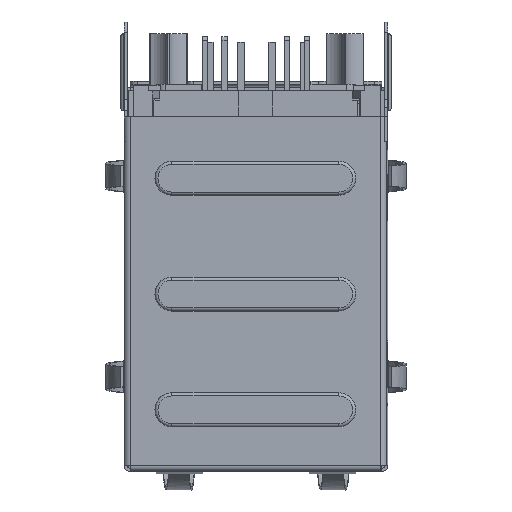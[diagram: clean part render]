
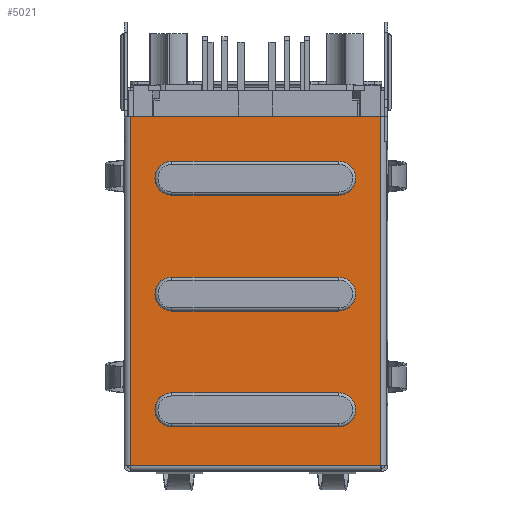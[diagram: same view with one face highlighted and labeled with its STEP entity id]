
A CAD part, left-side view. The second image highlights one B-rep face of the part: STEP entity #5021.
In plain terms, the highlighted face is planar.
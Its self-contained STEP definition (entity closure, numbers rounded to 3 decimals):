
#5021 = ADVANCED_FACE( '', ( #10450, #10451, #10452, #10453 ), #10454, .F. );
#10450 = FACE_BOUND( '', #16243, .T. );
#10451 = FACE_OUTER_BOUND( '', #16244, .T. );
#10452 = FACE_BOUND( '', #16245, .T. );
#10453 = FACE_BOUND( '', #16246, .T. );
#10454 = PLANE( '', #16247 );
#16243 = EDGE_LOOP( '', ( #31858, #31859, #31860, #31861 ) );
#16244 = EDGE_LOOP( '', ( #31862, #31863, #31864, #31865 ) );
#16245 = EDGE_LOOP( '', ( #31866, #31867, #31868, #31869 ) );
#16246 = EDGE_LOOP( '', ( #31870, #31871, #31872, #31873 ) );
#16247 = AXIS2_PLACEMENT_3D( '', #31874, #31875, #31876 );
#31858 = ORIENTED_EDGE( '', *, *, #41094, .F. );
#31859 = ORIENTED_EDGE( '', *, *, #42001, .F. );
#31860 = ORIENTED_EDGE( '', *, *, #36610, .F. );
#31861 = ORIENTED_EDGE( '', *, *, #42002, .F. );
#31862 = ORIENTED_EDGE( '', *, *, #42003, .T. );
#31863 = ORIENTED_EDGE( '', *, *, #42004, .T. );
#31864 = ORIENTED_EDGE( '', *, *, #39008, .F. );
#31865 = ORIENTED_EDGE( '', *, *, #41771, .T. );
#31866 = ORIENTED_EDGE( '', *, *, #42005, .F. );
#31867 = ORIENTED_EDGE( '', *, *, #42006, .F. );
#31868 = ORIENTED_EDGE( '', *, *, #35877, .F. );
#31869 = ORIENTED_EDGE( '', *, *, #38587, .F. );
#31870 = ORIENTED_EDGE( '', *, *, #41921, .F. );
#31871 = ORIENTED_EDGE( '', *, *, #40221, .F. );
#31872 = ORIENTED_EDGE( '', *, *, #38543, .F. );
#31873 = ORIENTED_EDGE( '', *, *, #41808, .F. );
#31874 = CARTESIAN_POINT( '', ( 0., 0., 0. ) );
#31875 = DIRECTION( '', ( 0., 0., -1. ) );
#31876 = DIRECTION( '', ( -1., 0., 0. ) );
#35877 = EDGE_CURVE( '', #43307, #43309, #43310, .F. );
#36610 = EDGE_CURVE( '', #44605, #44607, #44608, .F. );
#38543 = EDGE_CURVE( '', #47788, #47790, #47791, .F. );
#38587 = EDGE_CURVE( '', #47853, #43307, #47856, .T. );
#39008 = EDGE_CURVE( '', #48511, #48513, #48514, .T. );
#40221 = EDGE_CURVE( '', #47790, #50255, #50256, .T. );
#41094 = EDGE_CURVE( '', #51407, #51405, #51409, .F. );
#41771 = EDGE_CURVE( '', #48511, #43743, #52219, .T. );
#41808 = EDGE_CURVE( '', #52261, #47788, #52263, .T. );
#41921 = EDGE_CURVE( '', #50255, #52261, #52390, .F. );
#42001 = EDGE_CURVE( '', #44607, #51407, #52478, .T. );
#42002 = EDGE_CURVE( '', #51405, #44605, #52479, .T. );
#42003 = EDGE_CURVE( '', #43743, #46342, #52480, .T. );
#42004 = EDGE_CURVE( '', #46342, #48513, #52481, .T. );
#42005 = EDGE_CURVE( '', #52482, #47853, #52483, .F. );
#42006 = EDGE_CURVE( '', #43309, #52482, #52484, .T. );
#43307 = VERTEX_POINT( '', #54090 );
#43309 = VERTEX_POINT( '', #54092 );
#43310 = CIRCLE( '', #54093, 1.1 );
#43743 = VERTEX_POINT( '', #54758 );
#44605 = VERTEX_POINT( '', #55972 );
#44607 = VERTEX_POINT( '', #55974 );
#44608 = CIRCLE( '', #55975, 1.1 );
#46342 = VERTEX_POINT( '', #58524 );
#47788 = VERTEX_POINT( '', #60576 );
#47790 = VERTEX_POINT( '', #60578 );
#47791 = CIRCLE( '', #60579, 1.1 );
#47853 = VERTEX_POINT( '', #60668 );
#47856 = LINE( '', #60671, #60672 );
#48511 = VERTEX_POINT( '', #61638 );
#48513 = VERTEX_POINT( '', #61640 );
#48514 = LINE( '', #61641, #61642 );
#50255 = VERTEX_POINT( '', #64227 );
#50256 = LINE( '', #64228, #64229 );
#51405 = VERTEX_POINT( '', #65930 );
#51407 = VERTEX_POINT( '', #65932 );
#51409 = CIRCLE( '', #65934, 1.1 );
#52219 = LINE( '', #67136, #67137 );
#52261 = VERTEX_POINT( '', #67192 );
#52263 = LINE( '', #67194, #67195 );
#52390 = CIRCLE( '', #67382, 1.1 );
#52478 = LINE( '', #67496, #67497 );
#52479 = LINE( '', #67498, #67499 );
#52480 = LINE( '', #67500, #67501 );
#52481 = LINE( '', #67502, #67503 );
#52482 = VERTEX_POINT( '', #67504 );
#52483 = CIRCLE( '', #67505, 1.1 );
#52484 = LINE( '', #67506, #67507 );
#54090 = CARTESIAN_POINT( '', ( 6.4, -5.4, 0. ) );
#54092 = CARTESIAN_POINT( '', ( 8.6, -5.4, 0. ) );
#54093 = AXIS2_PLACEMENT_3D( '', #68714, #68715, #68716 );
#54758 = CARTESIAN_POINT( '', ( 11.1, -8.1, 0. ) );
#55972 = CARTESIAN_POINT( '', ( -1.1, -5.4, 0. ) );
#55974 = CARTESIAN_POINT( '', ( 1.1, -5.4, 0. ) );
#55975 = AXIS2_PLACEMENT_3D( '', #69520, #69521, #69522 );
#58524 = CARTESIAN_POINT( '', ( 11.1, 8.1, 0. ) );
#60576 = CARTESIAN_POINT( '', ( -8.6, -5.4, 0. ) );
#60578 = CARTESIAN_POINT( '', ( -6.4, -5.4, 0. ) );
#60579 = AXIS2_PLACEMENT_3D( '', #71611, #71612, #71613 );
#60668 = CARTESIAN_POINT( '', ( 6.4, 5.4, 0. ) );
#60671 = CARTESIAN_POINT( '', ( 6.4, 0., 0. ) );
#60672 = VECTOR( '', #71665, 1000. );
#61638 = CARTESIAN_POINT( '', ( -11.5, -8.1, 0. ) );
#61640 = CARTESIAN_POINT( '', ( -11.5, 8.1, 0. ) );
#61641 = CARTESIAN_POINT( '', ( -11.5, -8.5, 0. ) );
#61642 = VECTOR( '', #72079, 1000. );
#64227 = CARTESIAN_POINT( '', ( -6.4, 5.4, 0. ) );
#64228 = CARTESIAN_POINT( '', ( -6.4, 0., 0. ) );
#64229 = VECTOR( '', #73259, 1000. );
#65930 = CARTESIAN_POINT( '', ( -1.1, 5.4, 0. ) );
#65932 = CARTESIAN_POINT( '', ( 1.1, 5.4, 0. ) );
#65934 = AXIS2_PLACEMENT_3D( '', #74082, #74083, #74084 );
#67136 = CARTESIAN_POINT( '', ( -11.5, -8.1, 0. ) );
#67137 = VECTOR( '', #74632, 1000. );
#67192 = CARTESIAN_POINT( '', ( -8.6, 5.4, 0. ) );
#67194 = CARTESIAN_POINT( '', ( -8.6, 0., 0. ) );
#67195 = VECTOR( '', #74664, 1000. );
#67382 = AXIS2_PLACEMENT_3D( '', #74746, #74747, #74748 );
#67496 = CARTESIAN_POINT( '', ( 1.1, 0., 0. ) );
#67497 = VECTOR( '', #74811, 1000. );
#67498 = CARTESIAN_POINT( '', ( -1.1, 0., 0. ) );
#67499 = VECTOR( '', #74812, 1000. );
#67500 = CARTESIAN_POINT( '', ( 11.1, -8.5, 0. ) );
#67501 = VECTOR( '', #74813, 1000. );
#67502 = CARTESIAN_POINT( '', ( 11.1, 8.1, 0. ) );
#67503 = VECTOR( '', #74814, 1000. );
#67504 = CARTESIAN_POINT( '', ( 8.6, 5.4, 0. ) );
#67505 = AXIS2_PLACEMENT_3D( '', #74815, #74816, #74817 );
#67506 = CARTESIAN_POINT( '', ( 8.6, 0., 0. ) );
#67507 = VECTOR( '', #74818, 1000. );
#68714 = CARTESIAN_POINT( '', ( 7.5, -5.4, 0. ) );
#68715 = DIRECTION( '', ( 0., 0., -1. ) );
#68716 = DIRECTION( '', ( -1., 0., 0. ) );
#69520 = CARTESIAN_POINT( '', ( 0., -5.4, 0. ) );
#69521 = DIRECTION( '', ( 0., 0., -1. ) );
#69522 = DIRECTION( '', ( -1., 0., 0. ) );
#71611 = CARTESIAN_POINT( '', ( -7.5, -5.4, 0. ) );
#71612 = DIRECTION( '', ( 0., 0., -1. ) );
#71613 = DIRECTION( '', ( -1., 0., 0. ) );
#71665 = DIRECTION( '', ( 0., -1., 0. ) );
#72079 = DIRECTION( '', ( 0., 1., 0. ) );
#73259 = DIRECTION( '', ( 0., 1., 0. ) );
#74082 = CARTESIAN_POINT( '', ( 0., 5.4, 0. ) );
#74083 = DIRECTION( '', ( 0., 0., -1. ) );
#74084 = DIRECTION( '', ( -1., 0., 0. ) );
#74632 = DIRECTION( '', ( 1., 0., 0. ) );
#74664 = DIRECTION( '', ( 0., -1., 0. ) );
#74746 = CARTESIAN_POINT( '', ( -7.5, 5.4, 0. ) );
#74747 = DIRECTION( '', ( 0., 0., -1. ) );
#74748 = DIRECTION( '', ( -1., 0., 0. ) );
#74811 = DIRECTION( '', ( 0., 1., 0. ) );
#74812 = DIRECTION( '', ( 0., -1., 0. ) );
#74813 = DIRECTION( '', ( 0., 1., 0. ) );
#74814 = DIRECTION( '', ( -1., 0., 0. ) );
#74815 = CARTESIAN_POINT( '', ( 7.5, 5.4, 0. ) );
#74816 = DIRECTION( '', ( 0., 0., -1. ) );
#74817 = DIRECTION( '', ( -1., 0., 0. ) );
#74818 = DIRECTION( '', ( 0., 1., 0. ) );
